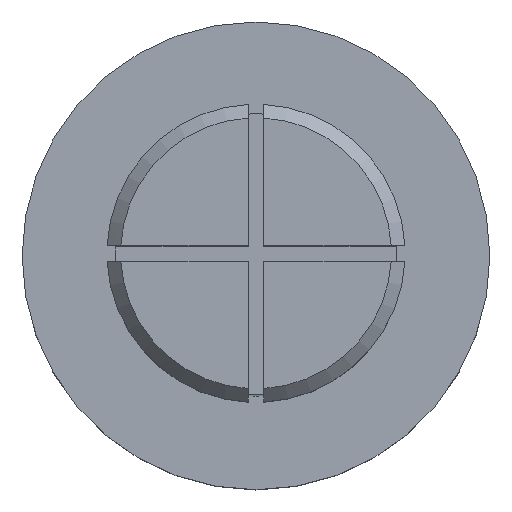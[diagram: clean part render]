
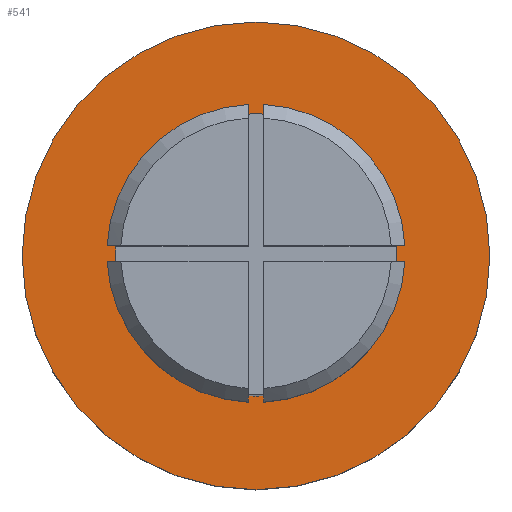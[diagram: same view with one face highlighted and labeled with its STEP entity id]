
A CAD part, top view. The second image highlights one B-rep face of the part: STEP entity #541.
In plain terms, the highlighted planar face has unit normal (0, 0, 1).
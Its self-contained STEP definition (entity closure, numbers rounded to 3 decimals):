
#15=FACE_BOUND('',#111,.T.);
#51=CIRCLE('',#604,3.6);
#52=CIRCLE('',#606,6.);
#81=FACE_OUTER_BOUND('',#110,.T.);
#110=EDGE_LOOP('',(#496));
#111=EDGE_LOOP('',(#497));
#262=VERTEX_POINT('',#929);
#263=VERTEX_POINT('',#933);
#339=EDGE_CURVE('',#262,#262,#51,.T.);
#340=EDGE_CURVE('',#263,#263,#52,.T.);
#496=ORIENTED_EDGE('',*,*,#340,.T.);
#497=ORIENTED_EDGE('',*,*,#339,.T.);
#512=PLANE('',#608);
#541=ADVANCED_FACE('',(#81,#15),#512,.T.);
#604=AXIS2_PLACEMENT_3D('',#931,#751,#752);
#606=AXIS2_PLACEMENT_3D('',#934,#755,#756);
#608=AXIS2_PLACEMENT_3D('',#938,#760,#761);
#751=DIRECTION('center_axis',(0.,0.,-1.));
#752=DIRECTION('ref_axis',(1.,0.,0.));
#755=DIRECTION('center_axis',(0.,0.,1.));
#756=DIRECTION('ref_axis',(1.,0.,0.));
#760=DIRECTION('center_axis',(0.,0.,1.));
#761=DIRECTION('ref_axis',(1.,0.,0.));
#929=CARTESIAN_POINT('',(-3.6,0.,3.5));
#931=CARTESIAN_POINT('Origin',(0.,0.,3.5));
#933=CARTESIAN_POINT('',(-6.,0.,3.5));
#934=CARTESIAN_POINT('Origin',(0.,0.,3.5));
#938=CARTESIAN_POINT('Origin',(0.,0.,3.5));
